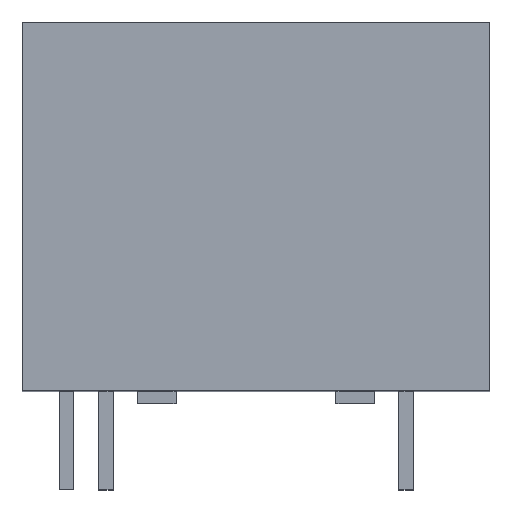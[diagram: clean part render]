
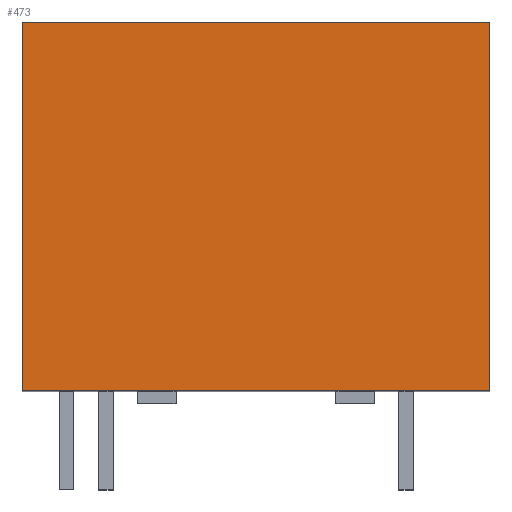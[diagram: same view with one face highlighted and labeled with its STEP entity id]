
A CAD part, top view. The second image highlights one B-rep face of the part: STEP entity #473.
In plain terms, the highlighted planar face has unit normal (0, 0, 1).
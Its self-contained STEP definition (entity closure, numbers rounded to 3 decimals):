
#56 = DIRECTION ( 'NONE',  ( 0., -1., 0. ) ) ;
#57 = VERTEX_POINT ( 'NONE', #781 ) ;
#174 = ORIENTED_EDGE ( 'NONE', *, *, #550, .F. ) ;
#238 = LINE ( 'NONE', #1127, #457 ) ;
#270 = CARTESIAN_POINT ( 'NONE',  ( 9.5, 15., 7.75 ) ) ;
#368 = VERTEX_POINT ( 'NONE', #620 ) ;
#396 = DIRECTION ( 'NONE',  ( -1., 0., 0. ) ) ;
#425 = CARTESIAN_POINT ( 'NONE',  ( -9.5, 15., 7.75 ) ) ;
#431 = ORIENTED_EDGE ( 'NONE', *, *, #1195, .T. ) ;
#438 = VECTOR ( 'NONE', #1556, 1000. ) ;
#457 = VECTOR ( 'NONE', #56, 1000. ) ;
#473 = ADVANCED_FACE ( 'NONE', ( #964 ), #983, .F. ) ;
#541 = EDGE_CURVE ( 'NONE', #1249, #57, #238, .T. ) ;
#550 = EDGE_CURVE ( 'NONE', #1533, #1249, #1121, .T. ) ;
#612 = AXIS2_PLACEMENT_3D ( 'NONE', #270, #1110, #396 ) ;
#620 = CARTESIAN_POINT ( 'NONE',  ( -9.5, 0., 7.75 ) ) ;
#642 = LINE ( 'NONE', #1523, #732 ) ;
#648 = CARTESIAN_POINT ( 'NONE',  ( 9.5, 15., 7.75 ) ) ;
#685 = ORIENTED_EDGE ( 'NONE', *, *, #902, .T. ) ;
#732 = VECTOR ( 'NONE', #1407, 1000. ) ;
#781 = CARTESIAN_POINT ( 'NONE',  ( 9.5, 0., 7.75 ) ) ;
#801 = VECTOR ( 'NONE', #1010, 1000. ) ;
#902 = EDGE_CURVE ( 'NONE', #1533, #368, #1316, .T. ) ;
#903 = EDGE_LOOP ( 'NONE', ( #431, #1434, #174, #685 ) ) ;
#964 = FACE_OUTER_BOUND ( 'NONE', #903, .T. ) ;
#983 = PLANE ( 'NONE',  #612 ) ;
#1010 = DIRECTION ( 'NONE',  ( 1., 0., 0. ) ) ;
#1110 = DIRECTION ( 'NONE',  ( 0., 0., -1. ) ) ;
#1121 = LINE ( 'NONE', #648, #801 ) ;
#1127 = CARTESIAN_POINT ( 'NONE',  ( 9.5, 15., 7.75 ) ) ;
#1178 = CARTESIAN_POINT ( 'NONE',  ( -9.5, 15., 7.75 ) ) ;
#1195 = EDGE_CURVE ( 'NONE', #368, #57, #642, .T. ) ;
#1249 = VERTEX_POINT ( 'NONE', #1291 ) ;
#1291 = CARTESIAN_POINT ( 'NONE',  ( 9.5, 15., 7.75 ) ) ;
#1316 = LINE ( 'NONE', #1178, #438 ) ;
#1407 = DIRECTION ( 'NONE',  ( 1., 0., 0. ) ) ;
#1434 = ORIENTED_EDGE ( 'NONE', *, *, #541, .F. ) ;
#1523 = CARTESIAN_POINT ( 'NONE',  ( 9.5, 0., 7.75 ) ) ;
#1533 = VERTEX_POINT ( 'NONE', #425 ) ;
#1556 = DIRECTION ( 'NONE',  ( 0., -1., 0. ) ) ;
